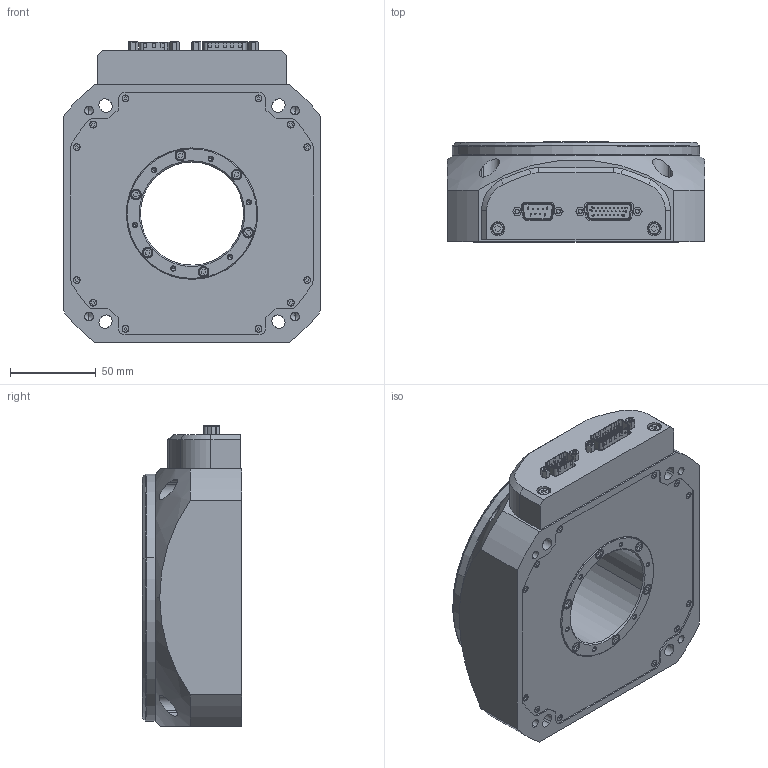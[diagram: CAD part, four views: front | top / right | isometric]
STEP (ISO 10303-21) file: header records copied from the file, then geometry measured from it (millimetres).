
FILE_DESCRIPTION (( 'STEP AP214' ), '1' );
FILE_NAME ('RTS-150-EXPORT REV 1.STEP', '2025-09-22T19:54:50', ( 'lab' ), ( '' ), 'SwSTEP 2.0', 'SolidWorks 2018', '' );
FILE_SCHEMA (( 'AUTOMOTIVE_DESIGN' ));
Length unit declared in the file: millimetre
Products named in the file (6): DB9-M-EXPORT; DB26HD-M-EXPORT; RTS-150-HUB-EXPORT; RTS-150-EXPORT REV 1; SDG400S-EXPORT; RTS-150-Housing
Assembly tree (8 placements, depth 2):
  RTS-150-EXPORT REV 1
    RTS-150-Housing
    RTS-150-HUB-EXPORT
    SDG400S-EXPORT  x4
    DB26HD-M-EXPORT
    DB9-M-EXPORT
Bounding box: 150 x 58 x 175.2 mm (x, y, z)
Volume: 1074429.7 mm3; surface area: 145109.7 mm2
Topology: 57 solids, 69 shells, 1297 faces, 2914 edges, 1816 vertices
Faces by surface type: plane 621, cylinder 326, cone 170, bspline 170, torus 8, sphere 2
Entity records: 45099 total; most frequent: CARTESIAN_POINT 12321, DIRECTION 5444, ORIENTED_EDGE 5424, EDGE_CURVE 2712, AXIS2_PLACEMENT_3D 1922, VERTEX_POINT 1732, LINE 1600, VECTOR 1600
